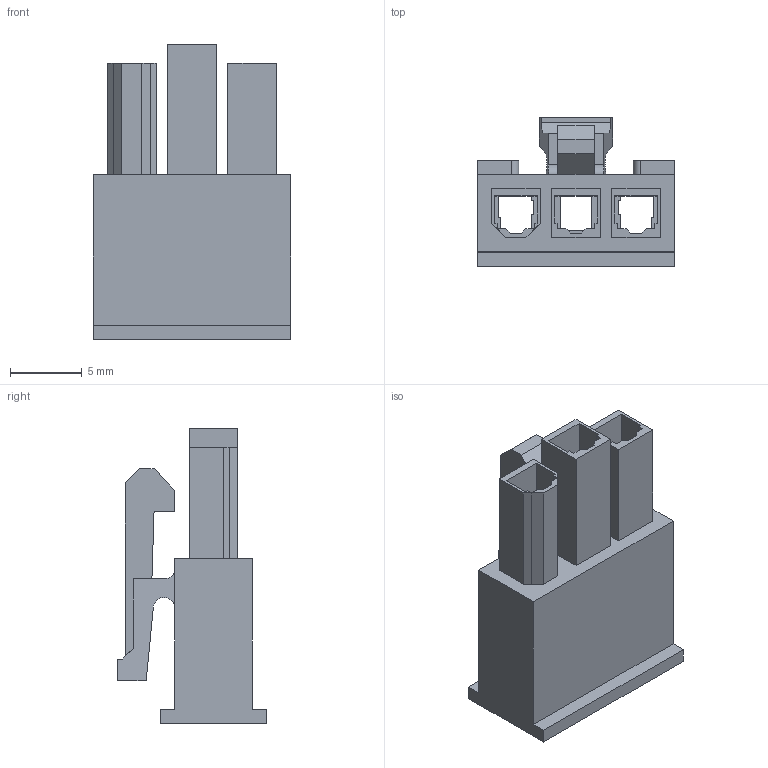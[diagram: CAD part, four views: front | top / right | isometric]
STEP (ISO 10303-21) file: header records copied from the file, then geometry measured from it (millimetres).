
FILE_DESCRIPTION(/* description */ ('Unknown'),/* implementation_level */ '2;1');
FILE_NAME(/* name */ '649003013322',/* time_stamp */ '2019-08-20T11:25:53+02:00',/* author */ ('Unknown'),/* organization */ ('Unknown'),/* preprocessor_version */ 'ST-DEVELOPER v16.7',/* originating_system */ 'DEX',/* authorisation */ $);
FILE_SCHEMA (('AUTOMOTIVE_DESIGN {1 0 10303 214 3 1 1}'));
Length unit declared in the file: millimetre
Products named in the file (2): 6490xx013322; 649003013322
Assembly tree (1 placements, depth 2):
  6490xx013322
    649003013322
Bounding box: 13.8 x 10.4 x 20.6 mm (x, y, z)
Volume: 663.8 mm3; surface area: 1903.6 mm2
Topology: 1 solids, 1 shells, 196 faces, 538 edges, 346 vertices
Faces by surface type: plane 190, cylinder 6
Entity records: 6115 total; most frequent: CARTESIAN_POINT 1082, ORIENTED_EDGE 1076, DIRECTION 946, EDGE_CURVE 538, LINE 526, VECTOR 526, VERTEX_POINT 346, AXIS2_PLACEMENT_3D 210
